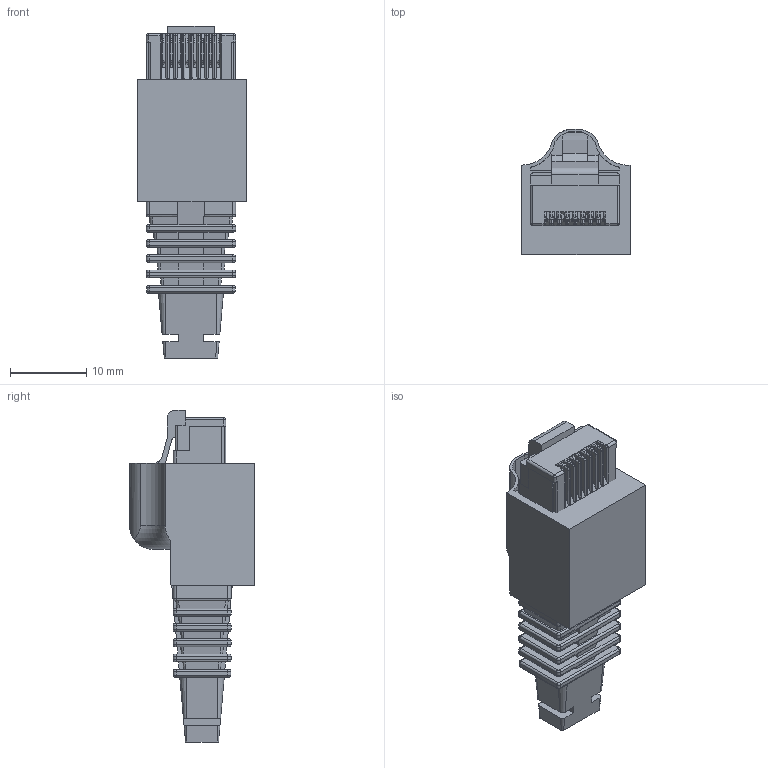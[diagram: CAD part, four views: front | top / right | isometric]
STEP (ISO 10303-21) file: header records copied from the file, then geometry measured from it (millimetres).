
FILE_DESCRIPTION (( 'STEP AP214' ), '1' );
FILE_NAME ('TR2 D2 Coord.STEP', '2021-03-08T21:17:23', ( '' ), ( '' ), 'SwSTEP 2.0', 'SolidWorks 2017', '' );
FILE_SCHEMA (( 'AUTOMOTIVE_DESIGN' ));
Length unit declared in the file: millimetre
Products named in the file (1): TR2 D2 Coord
Bounding box: 14.2 x 16.4 x 43.5 mm (x, y, z)
Volume: 4605.6 mm3; surface area: 4336.3 mm2
Topology: 12 solids, 12 shells, 954 faces, 2553 edges, 1628 vertices
Faces by surface type: plane 561, cylinder 271, torus 50, bspline 40, cone 32
Entity records: 30140 total; most frequent: CARTESIAN_POINT 6348, ORIENTED_EDGE 5106, DIRECTION 4739, EDGE_CURVE 2553, LINE 1791, VECTOR 1791, VERTEX_POINT 1628, AXIS2_PLACEMENT_3D 1474
